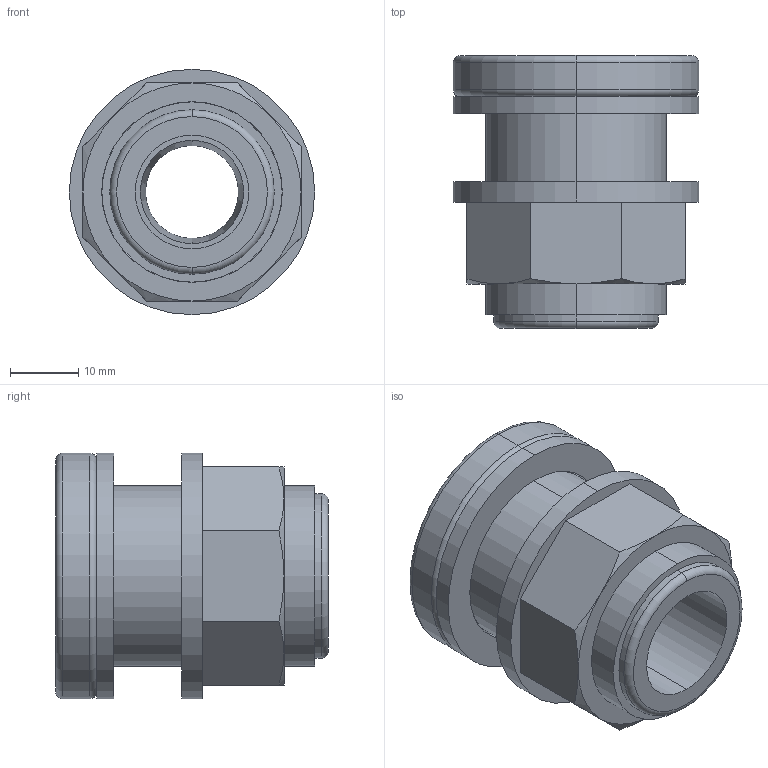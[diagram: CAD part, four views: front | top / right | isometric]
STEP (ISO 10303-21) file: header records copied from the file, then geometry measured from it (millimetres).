
FILE_DESCRIPTION (( 'STEP AP214' ), '1' );
FILE_NAME ('52342 Tankverschraubung d16 G3-4 - G3-8 PVC-FPM.step', '2008-04-22T22:23:45', ( '' ), ( '' ), 'SwSTEP 2.0', 'SolidWorks 2008', '' );
FILE_SCHEMA (( 'AUTOMOTIVE_DESIGN' ));
Length unit declared in the file: millimetre
Products named in the file (1): 52342 Tankverschraubung d16 G3-4 - G3-8 PVC-FPM
Bounding box: 36 x 40 x 36 mm (x, y, z)
Volume: 23781.7 mm3; surface area: 12384.5 mm2
Topology: 3 solids, 3 shells, 75 faces, 156 edges, 96 vertices
Faces by surface type: cylinder 28, plane 23, cone 16, torus 8
Entity records: 2882 total; most frequent: CARTESIAN_POINT 424, DIRECTION 380, ORIENTED_EDGE 312, AXIS2_PLACEMENT_3D 164, EDGE_CURVE 156, VERTEX_POINT 96, EDGE_LOOP 90, CIRCLE 88
